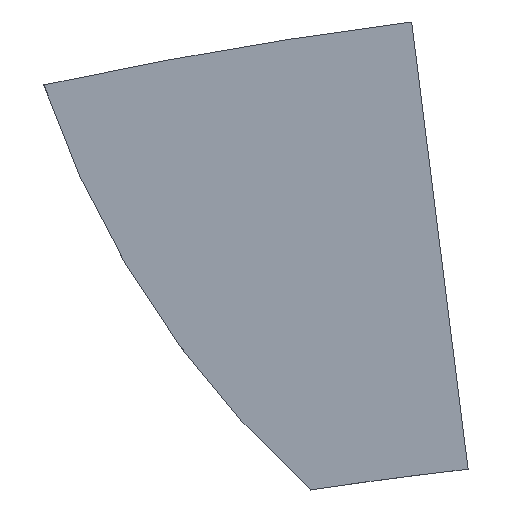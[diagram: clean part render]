
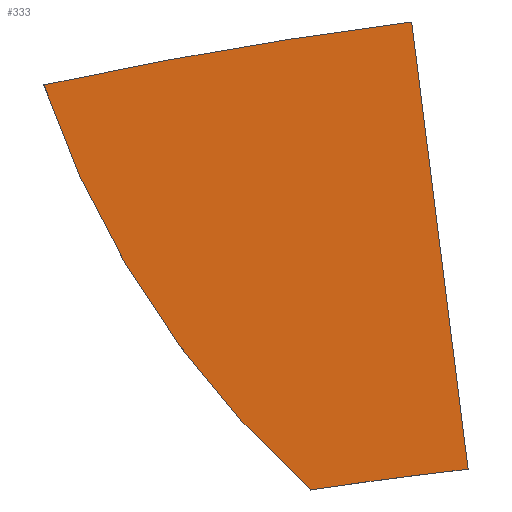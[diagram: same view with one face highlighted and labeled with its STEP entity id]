
A CAD part, top view. The second image highlights one B-rep face of the part: STEP entity #333.
In plain terms, the highlighted planar face has unit normal (0, 0, 1).
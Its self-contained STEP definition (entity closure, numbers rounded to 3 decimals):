
#197=CARTESIAN_POINT('',(-200.629,-90.514,9.0));
#198=VERTEX_POINT('',#197);
#199=CARTESIAN_POINT('',(-179.51,-257.842,9.0));
#200=VERTEX_POINT('',#199);
#201=CARTESIAN_POINT('',(-200.629,-90.514,9.0));
#202=DIRECTION('',(0.125,-0.992,0.0));
#203=VECTOR('',#202,168.656);
#204=LINE('',#201,#203);
#205=EDGE_CURVE('',#198,#200,#204,.T.);
#237=CARTESIAN_POINT('',(-238.53,-265.617,9.0));
#238=VERTEX_POINT('',#237);
#239=CARTESIAN_POINT('',(0.,-1848.243,9.0));
#240=DIRECTION('',(0.0,0.0,1.));
#241=DIRECTION('',(-0.112,0.994,0.0));
#242=AXIS2_PLACEMENT_3D('',#239,#240,#241);
#243=CIRCLE('',#242,1600.5);
#244=EDGE_CURVE('',#200,#238,#243,.T.);
#270=CARTESIAN_POINT('',(-338.282,-114.081,9.0));
#271=VERTEX_POINT('',#270);
#272=CARTESIAN_POINT('',(0.0,0.0,9.0));
#273=DIRECTION('',(0.0,0.0,-1.));
#274=DIRECTION('',(0.948,0.32,0.0));
#275=AXIS2_PLACEMENT_3D('',#272,#273,#274);
#276=CIRCLE('',#275,357.);
#277=EDGE_CURVE('',#238,#271,#276,.T.);
#303=CARTESIAN_POINT('',(0.,-1676.115,9.0));
#304=DIRECTION('',(0.0,0.0,-1.));
#305=DIRECTION('',(0.126,-0.992,0.0));
#306=AXIS2_PLACEMENT_3D('',#303,#304,#305);
#307=CIRCLE('',#306,1598.244);
#308=EDGE_CURVE('',#271,#198,#307,.T.);
#322=CARTESIAN_POINT('',(-246.942,-171.67,9.0));
#323=DIRECTION('',(0.0,0.0,1.0));
#324=DIRECTION('',(1.0,0.0,0.0));
#325=AXIS2_PLACEMENT_3D('',#322,#323,#324);
#326=PLANE('',#325);
#327=ORIENTED_EDGE('',*,*,#205,.F.);
#328=ORIENTED_EDGE('',*,*,#308,.F.);
#329=ORIENTED_EDGE('',*,*,#277,.F.);
#330=ORIENTED_EDGE('',*,*,#244,.F.);
#331=EDGE_LOOP('',(#327,#328,#329,#330));
#332=FACE_OUTER_BOUND('',#331,.T.);
#333=ADVANCED_FACE('',(#332),#326,.T.);
